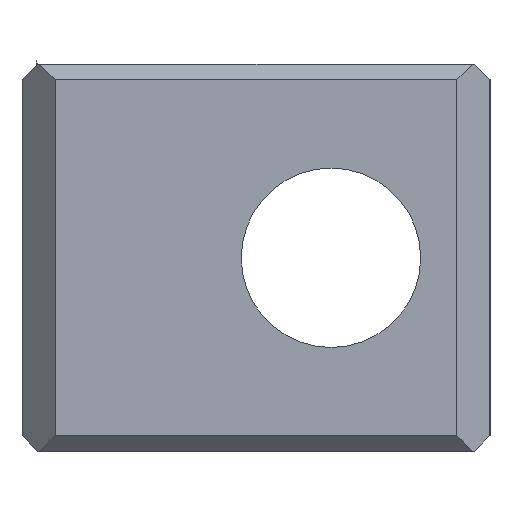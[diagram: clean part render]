
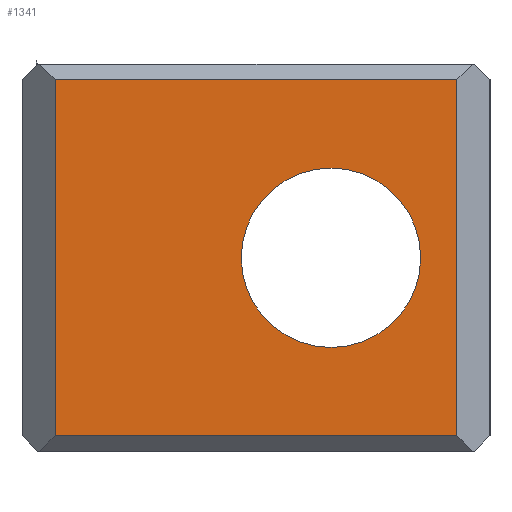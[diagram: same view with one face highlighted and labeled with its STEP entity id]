
A CAD part, left-side view. The second image highlights one B-rep face of the part: STEP entity #1341.
In plain terms, the highlighted planar face has unit normal (-1, 0, 0).
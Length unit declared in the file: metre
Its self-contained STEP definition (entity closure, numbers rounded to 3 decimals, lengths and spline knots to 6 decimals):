
#13=CIRCLE('',#1366,0.00255);
#313=ORIENTED_EDGE('',*,*,#422,.F.);
#314=ORIENTED_EDGE('',*,*,#579,.T.);
#315=ORIENTED_EDGE('',*,*,#580,.T.);
#316=ORIENTED_EDGE('',*,*,#575,.T.);
#317=ORIENTED_EDGE('',*,*,#578,.T.);
#422=EDGE_CURVE('',#611,#611,#13,.T.);
#575=EDGE_CURVE('',#706,#709,#881,.T.);
#578=EDGE_CURVE('',#709,#711,#884,.F.);
#579=EDGE_CURVE('',#711,#712,#885,.F.);
#580=EDGE_CURVE('',#712,#706,#886,.T.);
#611=VERTEX_POINT('',#1816);
#706=VERTEX_POINT('',#2113);
#709=VERTEX_POINT('',#2120);
#711=VERTEX_POINT('',#2126);
#712=VERTEX_POINT('',#2130);
#881=LINE('',#2121,#1061);
#884=LINE('',#2127,#1064);
#885=LINE('',#2129,#1065);
#886=LINE('',#2131,#1066);
#1061=VECTOR('',#1736,1.);
#1064=VECTOR('',#1741,1.);
#1065=VECTOR('',#1744,1.);
#1066=VECTOR('',#1745,1.);
#1139=EDGE_LOOP('',(#313));
#1140=EDGE_LOOP('',(#314,#315,#316,#317));
#1210=FACE_BOUND('',#1139,.T.);
#1211=FACE_BOUND('',#1140,.T.);
#1274=PLANE('',#1430);
#1341=ADVANCED_FACE('',(#1210,#1211),#1274,.F.);
#1366=AXIS2_PLACEMENT_3D('',#1815,#1466,#1467);
#1430=AXIS2_PLACEMENT_3D('',#2128,#1742,#1743);
#1466=DIRECTION('',(-1.,0.,0.));
#1467=DIRECTION('',(0.,1.,0.));
#1736=DIRECTION('',(0.,0.,1.));
#1741=DIRECTION('',(0.,-1.,0.));
#1742=DIRECTION('',(1.,0.,0.));
#1743=DIRECTION('',(0.,-1.,0.));
#1744=DIRECTION('',(0.,0.,1.));
#1745=DIRECTION('',(0.,-1.,0.));
#1815=CARTESIAN_POINT('',(-0.0124,0.010477,0.006041));
#1816=CARTESIAN_POINT('',(-0.0124,0.013027,0.006041));
#2113=CARTESIAN_POINT('',(-0.0124,0.0069,0.000983));
#2120=CARTESIAN_POINT('',(-0.0124,0.0069,0.0111));
#2121=CARTESIAN_POINT('',(-0.0124,0.0069,0.000441));
#2126=CARTESIAN_POINT('',(-0.0124,0.018317,0.0111));
#2127=CARTESIAN_POINT('',(-0.0124,0.012359,0.0111));
#2128=CARTESIAN_POINT('',(-0.0124,0.012359,0.000441));
#2129=CARTESIAN_POINT('',(-0.0124,0.018317,0.000441));
#2130=CARTESIAN_POINT('',(-0.0124,0.018317,0.000983));
#2131=CARTESIAN_POINT('',(-0.0124,0.012359,0.000983));
